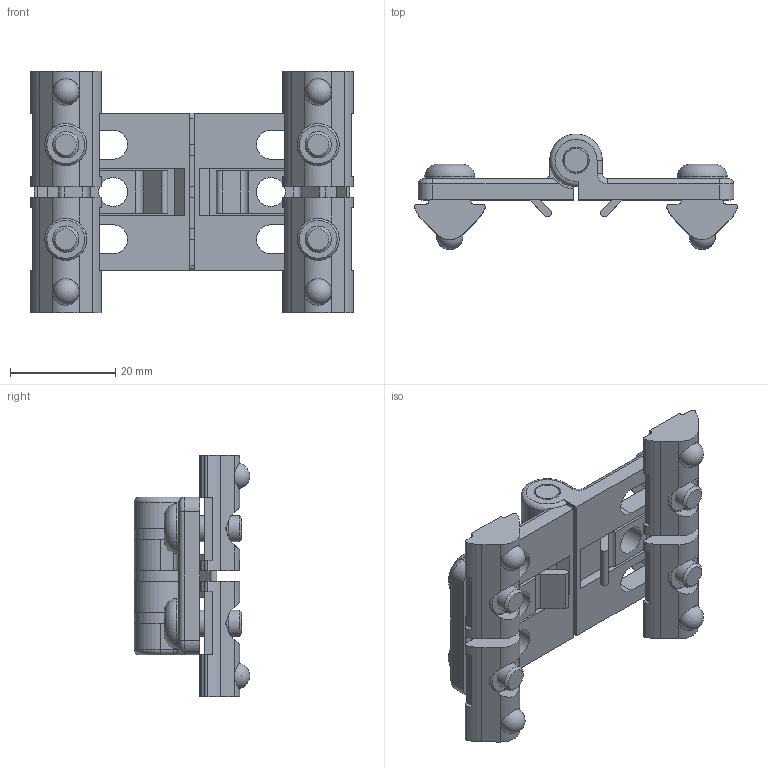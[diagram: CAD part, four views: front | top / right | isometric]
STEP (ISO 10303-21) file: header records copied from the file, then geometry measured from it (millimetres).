
FILE_DESCRIPTION((''),'2;1');
FILE_NAME('SZ0723S_A.stp','2013-08-27T07:17:58',('janine behrens'),(''),'Autodesk Inventor 2012','Autodesk Inventor 2012','');
FILE_SCHEMA(('AUTOMOTIVE_DESIGN { 1 0 10303 214 1 1 1 1 }'));
Length unit declared in the file: millimetre
Products named in the file (11): SZ0723S_A; SZ0717S_A; MK8400323-A; ME2108430_A; ME2108086_A; ISO 7380 M5 x 12; SV2147S_A; MK1630105; MK1630202; MK5100015; MK2402100
Assembly tree (19 placements, depth 3):
  SZ0723S_A
    SZ0717S_A
      MK8400323-A  x2
      ME2108430_A
      ME2108086_A  x3
    ISO 7380 M5 x 12  x4
    SV2147S_A  x4
      MK1630105
      MK1630202
      MK5100015
      MK2402100
Bounding box: 61.47 x 21.99 x 46 mm (x, y, z)
Volume: 13867.4 mm3; surface area: 15727.9 mm2
Topology: 26 solids, 26 shells, 431 faces, 1061 edges, 688 vertices
Faces by surface type: plane 216, cylinder 156, torus 27, cone 20, bspline 8, sphere 4
Full cylindrical faces by diameter (mm): 4.134 x4, 4.85 x3, 5 x12, 5.1 x4, 5.5 x2, 7.5 x4, 8 x16, 9.5 x4, 10 x3
Entity records: 7194 total; most frequent: CARTESIAN_POINT 3478, DIRECTION 771, ORIENTED_EDGE 630, EDGE_CURVE 315, AXIS2_PLACEMENT_3D 299, VERTEX_POINT 223, EDGE_LOOP 196, VECTOR 173
